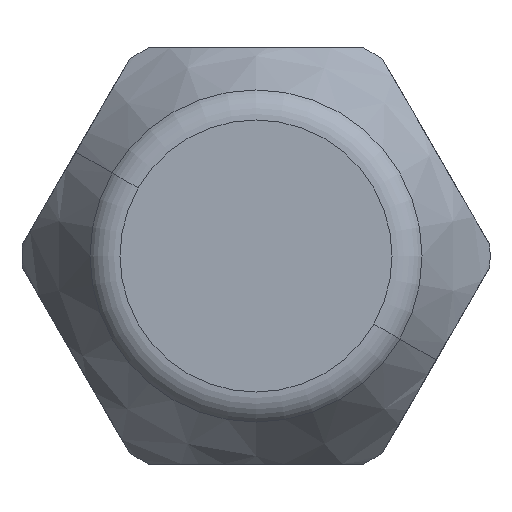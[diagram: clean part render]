
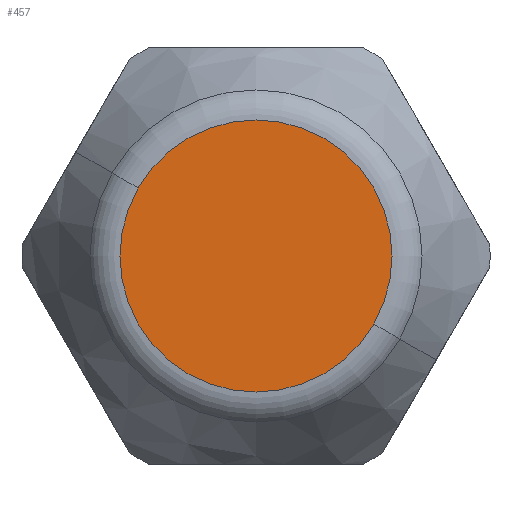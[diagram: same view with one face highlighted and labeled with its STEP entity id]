
A CAD part, front view. The second image highlights one B-rep face of the part: STEP entity #457.
In plain terms, the highlighted planar face has unit normal (0, -1, 0).
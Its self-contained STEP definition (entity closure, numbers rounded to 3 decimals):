
#48 = CARTESIAN_POINT ( 'NONE',  ( -3.397, -14.75, 1.961 ) ) ;
#49 = CARTESIAN_POINT ( 'NONE',  ( 3.397, -14.75, -1.961 ) ) ;
#170 = EDGE_LOOP ( 'NONE', ( #897, #898 ) ) ;
#176 = VERTEX_POINT ( 'NONE', #48 ) ;
#177 = VERTEX_POINT ( 'NONE', #49 ) ;
#318 = EDGE_CURVE ( 'NONE', #176, #177, #927, .T. ) ;
#457 = ADVANCED_FACE ( 'NONE', ( #1351 ), #1626, .F. ) ;
#615 = EDGE_CURVE ( 'NONE', #177, #176, #1486, .T. ) ;
#622 = AXIS2_PLACEMENT_3D ( 'NONE', #1031, #1032, #1033 ) ;
#897 = ORIENTED_EDGE ( 'NONE', *, *, #318, .T. ) ;
#898 = ORIENTED_EDGE ( 'NONE', *, *, #615, .T. ) ;
#927 = CIRCLE ( 'NONE', #622, 3.923 ) ;
#1031 = CARTESIAN_POINT ( 'NONE',  ( 0., -14.75, 0. ) ) ;
#1032 = DIRECTION ( 'NONE',  ( 0., -1., 0. ) ) ;
#1033 = DIRECTION ( 'NONE',  ( -0.866, 0., 0.5 ) ) ;
#1351 = FACE_OUTER_BOUND ( 'NONE', #170, .T. ) ;
#1486 = CIRCLE ( 'NONE', #1824, 3.923 ) ;
#1624 = CARTESIAN_POINT ( 'NONE',  ( 1.621, -14.75, 0. ) ) ;
#1626 = PLANE ( 'NONE',  #1765 ) ;
#1627 = DIRECTION ( 'NONE',  ( 0., 1., 0. ) ) ;
#1628 = DIRECTION ( 'NONE',  ( 0., 0., 1. ) ) ;
#1765 = AXIS2_PLACEMENT_3D ( 'NONE', #1624, #1627, #1628 ) ;
#1824 = AXIS2_PLACEMENT_3D ( 'NONE', #2427, #2428, #2429 ) ;
#2427 = CARTESIAN_POINT ( 'NONE',  ( 0., -14.75, 0. ) ) ;
#2428 = DIRECTION ( 'NONE',  ( 0., -1., 0. ) ) ;
#2429 = DIRECTION ( 'NONE',  ( -0.866, 0., 0.5 ) ) ;
